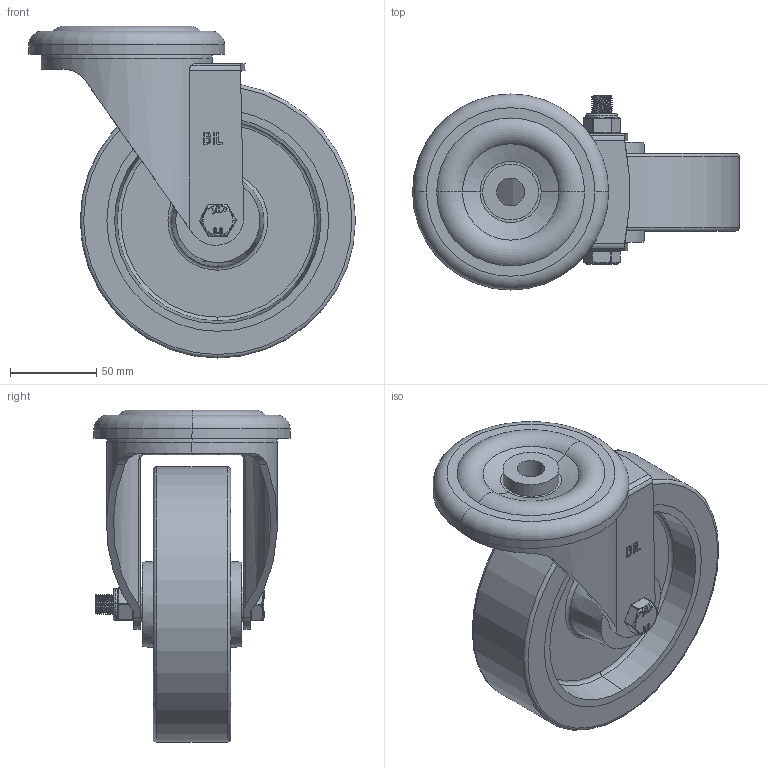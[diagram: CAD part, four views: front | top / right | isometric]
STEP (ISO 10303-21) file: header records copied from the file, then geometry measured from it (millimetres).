
FILE_DESCRIPTION(('STEP AP214'),'1');
FILE_NAME('BZMM160RNBBH16.STEP','2022-12-09T11:57:32',(' '),(' '),'Spatial InterOp 3D',' ',' ');
FILE_SCHEMA(('AUTOMOTIVE_DESIGN { 1 0 10303 214 1 1 1 1 }'));
Length unit declared in the file: metre
Products named in the file (21): BZMM150ASBH16; ZINC PLATED, PRESSED STEEL HEAD; ZINC PLATED, PRESSED STEEL FORKS; BZMM160RNBBH16; BZH160WRNRB; 75 SHORE A ELASTIC RUBBER TYRE; NYLON RIM; NYLON RIM Geometry; CAP; ROLLER BEARING; CAGE; Pattern; Component2; TUBEM20X60; ZINC PLATED STEEL TUBE; HEXBOLTM12X90Z8.8; GRADE 8.8 ZINC PLATED BOLT; NYLOC NUT; RUBBER; NUT; NYLOCM12Z
Assembly tree (29 placements, depth 5):
  BZMM160RNBBH16
    BZMM150ASBH16
      ZINC PLATED, PRESSED STEEL HEAD
      ZINC PLATED, PRESSED STEEL FORKS
    BZH160WRNRB
      75 SHORE A ELASTIC RUBBER TYRE
      NYLON RIM
        NYLON RIM Geometry
        CAP
      ROLLER BEARING
        CAGE
        Pattern
          Component2  x10
    TUBEM20X60
      ZINC PLATED STEEL TUBE
    HEXBOLTM12X90Z8.8
      GRADE 8.8 ZINC PLATED BOLT
    NYLOCM12Z
      NYLOC NUT
        RUBBER
        NUT
Bounding box: 190 x 114 x 193 mm (x, y, z)
Volume: 791164.4 mm3; surface area: 241946.5 mm2
Topology: 20 solids, 20 shells, 658 faces, 1677 edges, 1074 vertices
Faces by surface type: plane 263, cylinder 256, torus 46, extrusion 33, sphere 30, cone 20, bspline 10
Entity records: 29526 total; most frequent: CARTESIAN_POINT 13735, ORIENTED_EDGE 3210, DIRECTION 3175, EDGE_CURVE 1605, AXIS2_PLACEMENT_3D 1201, VERTEX_POINT 1020, VECTOR 773, LINE 740
